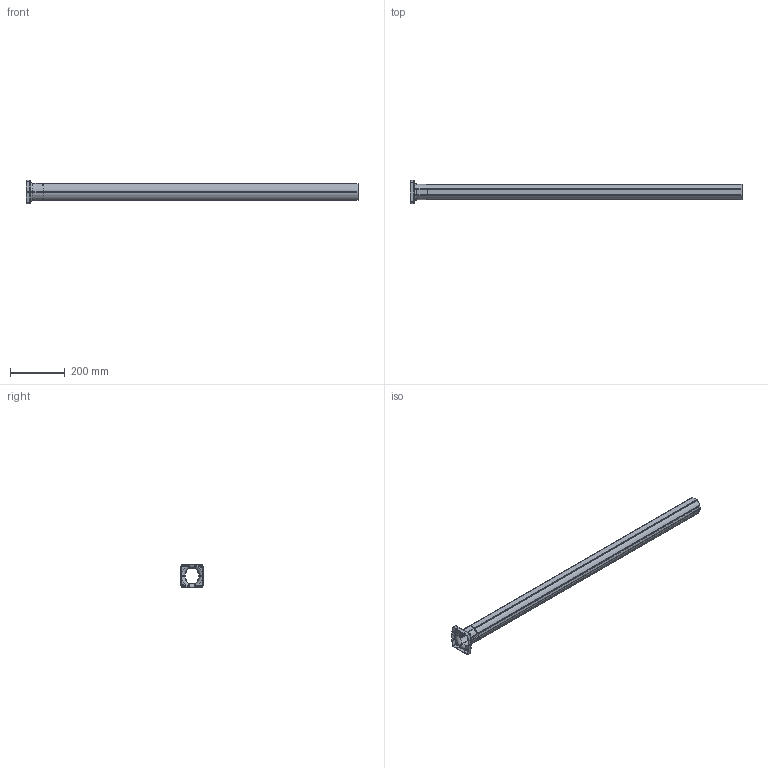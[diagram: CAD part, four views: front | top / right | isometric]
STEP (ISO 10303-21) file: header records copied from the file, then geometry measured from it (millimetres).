
FILE_DESCRIPTION(('CATIA V5 STEP Exchange','CAx-IF Rec.Pracs.--- Model Styling and Organization---1.2---2011-12-15'),'2;1');
FILE_NAME('PW32370.stp','2017-11-09T08:41:09+00:00',('none'),('none'),'CATIA Version 5-6 Release 2014 SP4','CATIA V5 STEP AP214','none');
FILE_SCHEMA(('AUTOMOTIVE_DESIGN { 1 0 10303 214 1 1 1 1 }'));
Length unit declared in the file: millimetre
Products named in the file (1): PW32370
Bounding box: 1210.25 x 87 x 87 mm (x, y, z)
Volume: 398822.9 mm3; surface area: 521887 mm2
Topology: 4 solids, 4 shells, 4274 faces, 12604 edges, 8388 vertices
Faces by surface type: plane 4068, cone 84, cylinder 74, torus 40, bspline 8
Entity records: 139669 total; most frequent: CARTESIAN_POINT 26260, ORIENTED_EDGE 25208, DIRECTION 20816, EDGE_CURVE 12604, VECTOR 12128, LINE 12128, VERTEX_POINT 8388, AXIS2_PLACEMENT_3D 4528
